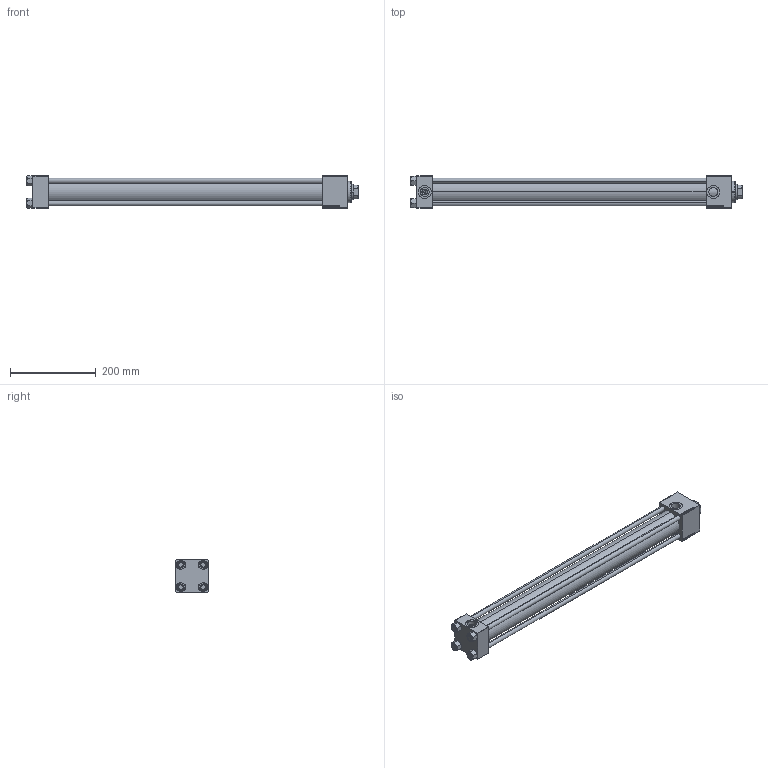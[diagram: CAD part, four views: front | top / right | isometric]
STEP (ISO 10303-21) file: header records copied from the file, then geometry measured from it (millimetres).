
FILE_DESCRIPTION (( 'STEP AP203' ), '1' );
FILE_NAME ('6b4a.STEP', '2022-05-19T09:42:07', ( '' ), ( '' ), 'SwSTEP 2.0', 'SolidWorks 2019', '' );
FILE_SCHEMA (( 'CONFIG_CONTROL_DESIGN' ));
Length unit declared in the file: millimetre
Products named in the file (6): V215CR_VCP_C 773f24cde90ba943435cb85ec87c7314; V215CR_C_Body 773f24cde90ba943435cb85ec87c7314; V215_VC_A 773f24cde90ba943435cb85ec87c7314; 6b4a; NUT_M5_C 773f24cde90ba943435cb85ec87c7314; V215CR_C_TYCINKA 773f24cde90ba943435cb85ec87c7314
Assembly tree (11 placements, depth 2):
  6b4a
    V215CR_C_Body 773f24cde90ba943435cb85ec87c7314
    V215CR_VCP_C 773f24cde90ba943435cb85ec87c7314
    NUT_M5_C 773f24cde90ba943435cb85ec87c7314  x4
    V215CR_C_TYCINKA 773f24cde90ba943435cb85ec87c7314  x4
    V215_VC_A 773f24cde90ba943435cb85ec87c7314
Bounding box: 775 x 75 x 75.54 mm (x, y, z)
Volume: 1828413.4 mm3; surface area: 501807 mm2
Topology: 11 solids, 11 shells, 1154 faces, 2894 edges, 1879 vertices
Faces by surface type: plane 528, bspline 392, cone 136, cylinder 90, torus 8
Entity records: 50446 total; most frequent: CARTESIAN_POINT 27168, ORIENTED_EDGE 5280, DIRECTION 3340, EDGE_CURVE 2640, VERTEX_POINT 1735, LINE 1594, VECTOR 1594, EDGE_LOOP 1163
